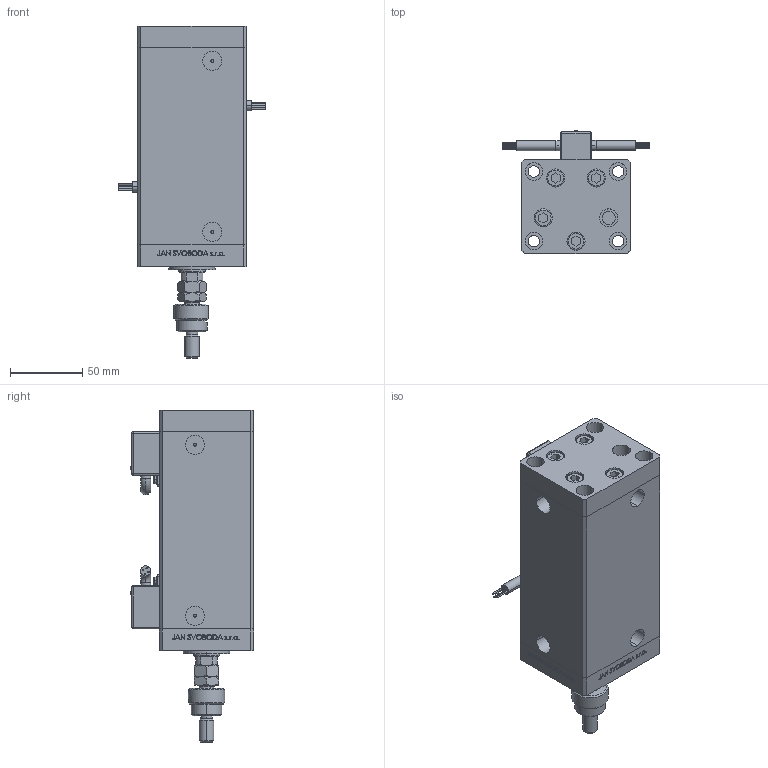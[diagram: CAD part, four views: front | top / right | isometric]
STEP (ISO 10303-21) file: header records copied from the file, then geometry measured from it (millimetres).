
FILE_DESCRIPTION (( 'STEP AP203' ), '1' );
FILE_NAME ('0b2b.STEP', '2022-04-15T04:39:50', ( '' ), ( '' ), 'SwSTEP 2.0', 'SolidWorks 2019', '' );
FILE_SCHEMA (( 'CONFIG_CONTROL_DESIGN' ));
Length unit declared in the file: millimetre
Products named in the file (10): V220C FRONT c8a29af02413477f87c85e7450f05c39; 0b2b; MFA c8a29af02413477f87c85e7450f05c39; Magnetic_Switch_MSU4 c8a29af02413477f87c85e7450f05c39; DFA c8a29af02413477f87c85e7450f05c39; ALLEN BOLT c8a29af02413477f87c85e7450f05c39; V220C BACK_C c8a29af02413477f87c85e7450f05c39; FEMALE_PART_FOR_DFA c8a29af02413477f87c85e7450f05c39; V220C_VC_C c8a29af02413477f87c85e7450f05c39; V220C_C MIDDLE c8a29af02413477f87c85e7450f05c39
Assembly tree (18 placements, depth 3):
  0b2b
    ALLEN BOLT c8a29af02413477f87c85e7450f05c39  x9
    V220C_C MIDDLE c8a29af02413477f87c85e7450f05c39
    V220C FRONT c8a29af02413477f87c85e7450f05c39
    Magnetic_Switch_MSU4 c8a29af02413477f87c85e7450f05c39  x2
    V220C_VC_C c8a29af02413477f87c85e7450f05c39
    V220C BACK_C c8a29af02413477f87c85e7450f05c39
    DFA c8a29af02413477f87c85e7450f05c39
      FEMALE_PART_FOR_DFA c8a29af02413477f87c85e7450f05c39
      MFA c8a29af02413477f87c85e7450f05c39
Bounding box: 101.6 x 85.1 x 229 mm (x, y, z)
Volume: 726360.6 mm3; surface area: 160494.5 mm2
Topology: 17 solids, 19 shells, 1468 faces, 3563 edges, 2297 vertices
Faces by surface type: plane 648, bspline 380, cylinder 278, cone 86, torus 52, sphere 24
Entity records: 55502 total; most frequent: CARTESIAN_POINT 28036, ORIENTED_EDGE 5912, DIRECTION 4266, EDGE_CURVE 2956, VERTEX_POINT 1936, LINE 1638, VECTOR 1638, EDGE_LOOP 1400
